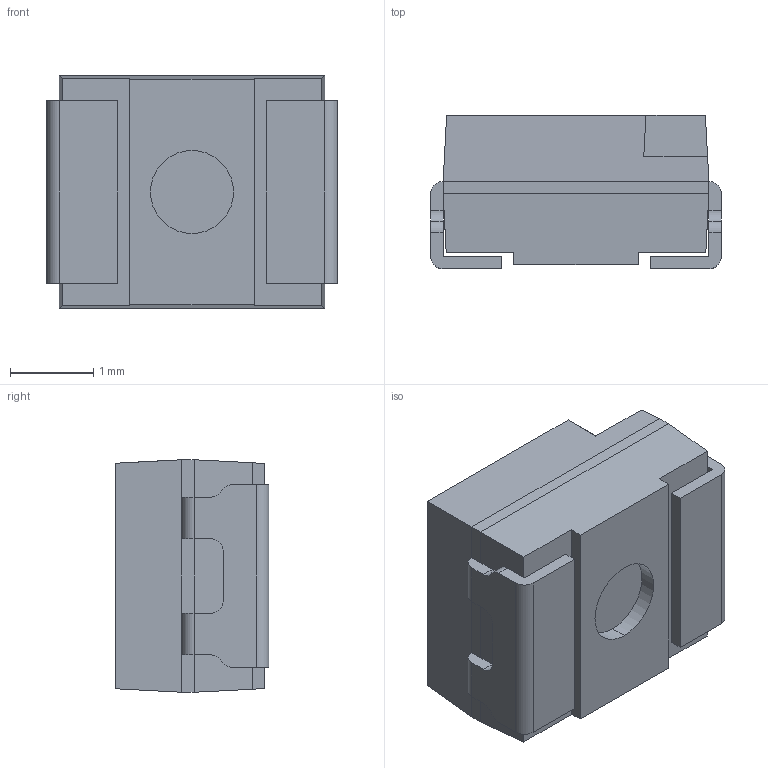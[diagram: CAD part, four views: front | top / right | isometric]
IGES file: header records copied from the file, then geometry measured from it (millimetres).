
Start section: Elysium IGES Interface
Global section: file name: 51H4L.igs; native system: SolidDesigner 16.00A  16-Aug-2008; preprocessor: CoCreate IGES_3D V2.2; author: Unknown; organization: Unknown; date: 20100909.113516; units: millimetre
Bounding box: 3.5 x 1.85 x 2.8 mm (x, y, z)
Volume: 16.9 mm3; surface area: 71.8 mm2
Topology: 4 solids, 4 shells, 72 faces, 178 edges, 116 vertices
Faces by surface type: bspline 72
